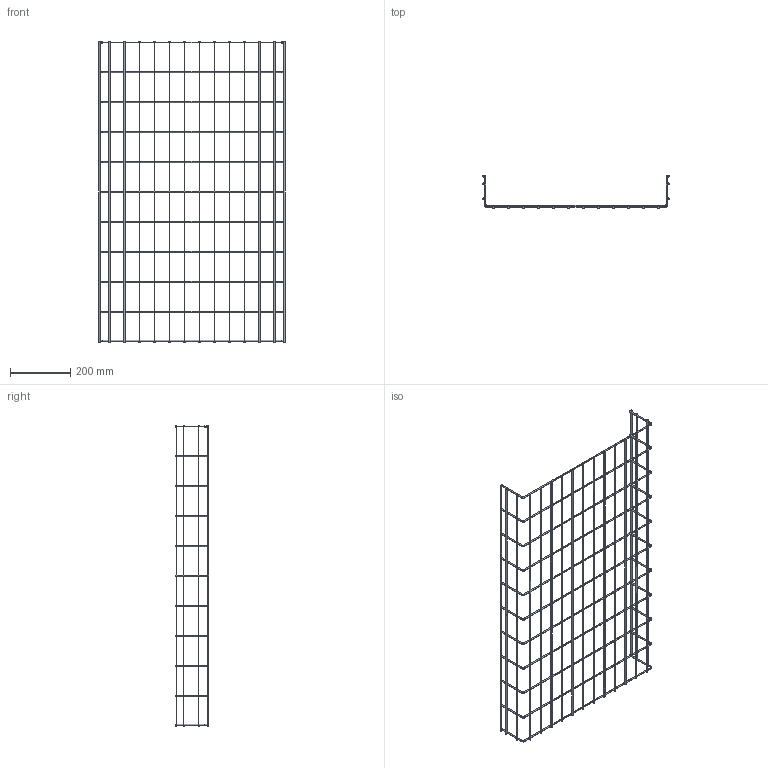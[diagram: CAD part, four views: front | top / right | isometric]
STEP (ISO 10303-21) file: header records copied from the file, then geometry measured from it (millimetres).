
FILE_DESCRIPTION (( 'STEP AP203' ), '1' );
FILE_NAME ('00406497.STEP', '2021-07-01T07:12:58', ( '' ), ( '' ), 'SwSTEP 2.0', 'SolidWorks 2020', '' );
FILE_SCHEMA (( 'CONFIG_CONTROL_DESIGN' ));
Length unit declared in the file: inch
Products named in the file (4): Cable Tray Zinc 12(120) inches L.STEP; Cable Tray Zinc 24inches W 4inches D.STEP; 00406497; 00406497.STEP
Assembly tree (30 placements, depth 3):
  00406497
    00406497.STEP
      Cable Tray Zinc 24inches W 4inches D.STEP  x11
      Cable Tray Zinc 12(120) inches L.STEP  x18
Bounding box: 620 x 110 x 1000 mm (x, y, z)
Volume: 527056.6 mm3; surface area: 422811.8 mm2
Topology: 29 solids, 29 shells, 204 faces, 350 edges, 204 vertices
Faces by surface type: cylinder 102, plane 58, torus 44
Entity records: 1674 total; most frequent: DIRECTION 140, CARTESIAN_POINT 106, LOCAL_TIME 80, DATE_AND_TIME 80, COORDINATED_UNIVERSAL_TIME_OFFSET 80, CALENDAR_DATE 80, AXIS2_PLACEMENT_3D 66, PERSON_AND_ORGANIZATION 62
